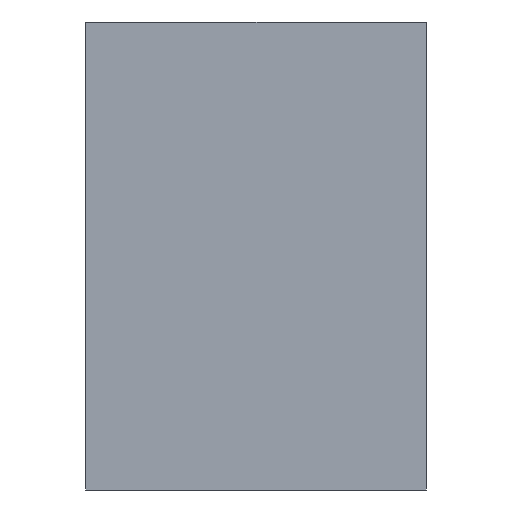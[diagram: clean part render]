
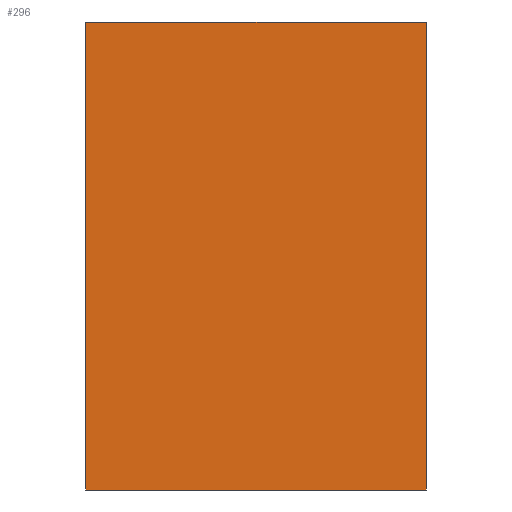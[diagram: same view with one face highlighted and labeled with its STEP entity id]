
A CAD part, left-side view. The second image highlights one B-rep face of the part: STEP entity #296.
In plain terms, the highlighted planar face has unit normal (-1, 0, 0).
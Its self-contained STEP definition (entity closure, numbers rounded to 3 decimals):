
#18 = VECTOR ( 'NONE', #251, 1000. ) ;
#20 = DIRECTION ( 'NONE',  ( 0., 0., -1. ) ) ;
#30 = FACE_OUTER_BOUND ( 'NONE', #209, .T. ) ;
#38 = VERTEX_POINT ( 'NONE', #278 ) ;
#48 = LINE ( 'NONE', #327, #98 ) ;
#63 = EDGE_CURVE ( 'NONE', #85, #38, #83, .T. ) ;
#69 = ORIENTED_EDGE ( 'NONE', *, *, #259, .F. ) ;
#83 = LINE ( 'NONE', #326, #404 ) ;
#85 = VERTEX_POINT ( 'NONE', #101 ) ;
#93 = CARTESIAN_POINT ( 'NONE',  ( -2.97, 2.35, -1.65 ) ) ;
#98 = VECTOR ( 'NONE', #408, 1000. ) ;
#101 = CARTESIAN_POINT ( 'NONE',  ( -2.97, -0.05, -1.65 ) ) ;
#113 = PLANE ( 'NONE',  #277 ) ;
#144 = VECTOR ( 'NONE', #308, 1000. ) ;
#147 = CARTESIAN_POINT ( 'NONE',  ( -2.97, 2.35, 1.65 ) ) ;
#191 = CARTESIAN_POINT ( 'NONE',  ( -2.97, 0., 0. ) ) ;
#192 = VERTEX_POINT ( 'NONE', #495 ) ;
#209 = EDGE_LOOP ( 'NONE', ( #298, #69, #349, #445 ) ) ;
#213 = LINE ( 'NONE', #147, #18 ) ;
#223 = EDGE_CURVE ( 'NONE', #192, #281, #213, .T. ) ;
#251 = DIRECTION ( 'NONE',  ( 0., -1., 0. ) ) ;
#254 = LINE ( 'NONE', #93, #144 ) ;
#259 = EDGE_CURVE ( 'NONE', #38, #192, #254, .T. ) ;
#277 = AXIS2_PLACEMENT_3D ( 'NONE', #191, #469, #20 ) ;
#278 = CARTESIAN_POINT ( 'NONE',  ( -2.97, 2.35, -1.65 ) ) ;
#281 = VERTEX_POINT ( 'NONE', #384 ) ;
#296 = ADVANCED_FACE ( 'NONE', ( #30 ), #113, .T. ) ;
#298 = ORIENTED_EDGE ( 'NONE', *, *, #223, .F. ) ;
#308 = DIRECTION ( 'NONE',  ( 0., 0., 1. ) ) ;
#326 = CARTESIAN_POINT ( 'NONE',  ( -2.97, -0.05, -1.65 ) ) ;
#327 = CARTESIAN_POINT ( 'NONE',  ( -2.97, -0.05, 1.65 ) ) ;
#349 = ORIENTED_EDGE ( 'NONE', *, *, #63, .F. ) ;
#384 = CARTESIAN_POINT ( 'NONE',  ( -2.97, -0.05, 1.65 ) ) ;
#404 = VECTOR ( 'NONE', #483, 1000. ) ;
#408 = DIRECTION ( 'NONE',  ( 0., 0., -1. ) ) ;
#445 = ORIENTED_EDGE ( 'NONE', *, *, #468, .F. ) ;
#468 = EDGE_CURVE ( 'NONE', #281, #85, #48, .T. ) ;
#469 = DIRECTION ( 'NONE',  ( -1., 0., 0. ) ) ;
#483 = DIRECTION ( 'NONE',  ( 0., 1., 0. ) ) ;
#495 = CARTESIAN_POINT ( 'NONE',  ( -2.97, 2.35, 1.65 ) ) ;
